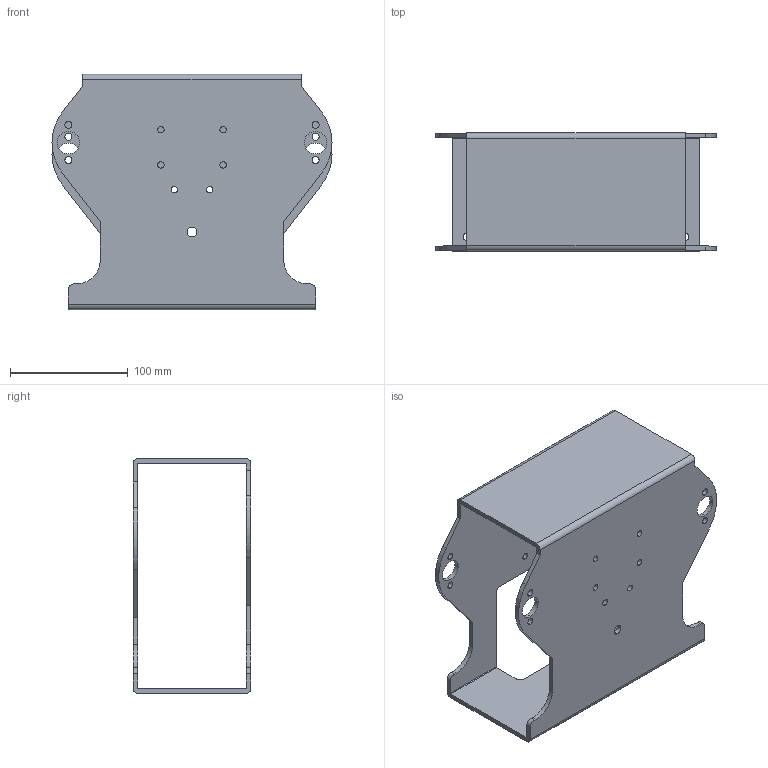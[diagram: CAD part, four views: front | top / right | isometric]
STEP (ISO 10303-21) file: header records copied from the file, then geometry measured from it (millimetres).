
FILE_DESCRIPTION (( 'STEP AP203' ), '1' );
FILE_NAME ('support avant.STEP', '2018-02-14T18:00:33', ( '' ), ( '' ), 'SwSTEP 2.0', 'SolidWorks 2015', '' );
FILE_SCHEMA (( 'CONFIG_CONTROL_DESIGN' ));
Length unit declared in the file: millimetre
Products named in the file (1): support avant
Bounding box: 238 x 100 x 200 mm (x, y, z)
Volume: 404294.5 mm3; surface area: 211683.3 mm2
Topology: 1 solids, 1 shells, 110 faces, 336 edges, 224 vertices
Faces by surface type: cylinder 78, plane 32
Entity records: 4025 total; most frequent: DIRECTION 714, ORIENTED_EDGE 672, CARTESIAN_POINT 671, EDGE_CURVE 336, AXIS2_PLACEMENT_3D 267, VERTEX_POINT 224, LINE 180, VECTOR 180
